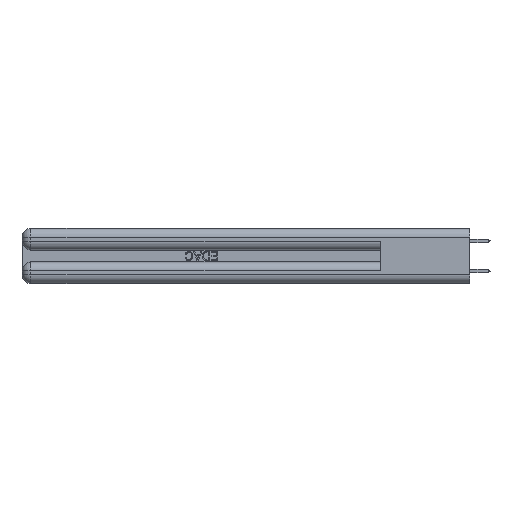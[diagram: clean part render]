
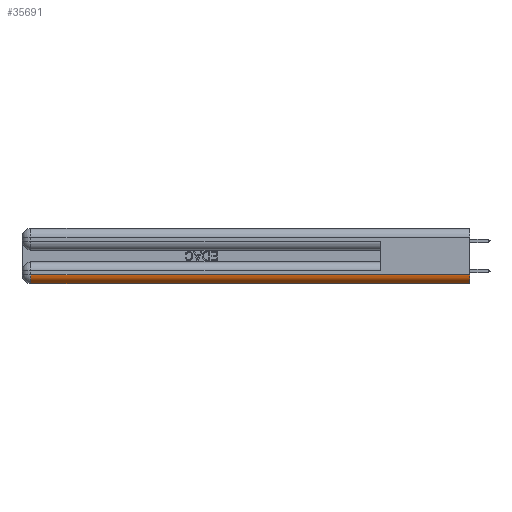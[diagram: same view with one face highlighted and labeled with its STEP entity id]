
A CAD part, left-side view. The second image highlights one B-rep face of the part: STEP entity #35691.
In plain terms, the highlighted cylindrical face has radius 1.524 mm (diameter 3.048 mm), a partial arc.
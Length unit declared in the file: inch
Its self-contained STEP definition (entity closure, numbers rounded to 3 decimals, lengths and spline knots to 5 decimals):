
#27 = CARTESIAN_POINT ( 'NONE',  ( 0., 0., 0.06 ) ) ;
#2949 = DIRECTION ( 'NONE',  ( 0., 0., 1. ) ) ;
#3214 = DIRECTION ( 'NONE',  ( 0., -1., 0. ) ) ;
#3748 = ORIENTED_EDGE ( 'NONE', *, *, #33616, .F. ) ;
#4154 = ORIENTED_EDGE ( 'NONE', *, *, #7633, .F. ) ;
#5186 = CARTESIAN_POINT ( 'NONE',  ( 0.06, 0., 0. ) ) ;
#5670 = VERTEX_POINT ( 'NONE', #27 ) ;
#6689 = CARTESIAN_POINT ( 'NONE',  ( 0.06, 2.94, 0.06 ) ) ;
#7187 = ORIENTED_EDGE ( 'NONE', *, *, #16942, .F. ) ;
#7633 = EDGE_CURVE ( 'NONE', #30198, #5670, #20016, .T. ) ;
#10675 = DIRECTION ( 'NONE',  ( 0., 0., 1. ) ) ;
#12319 = CARTESIAN_POINT ( 'NONE',  ( 0.06, 0., 0.06 ) ) ;
#13407 = CIRCLE ( 'NONE', #50011, 0.06 ) ;
#16311 = DIRECTION ( 'NONE',  ( 0., 0., 1. ) ) ;
#16942 = EDGE_CURVE ( 'NONE', #26003, #28582, #43321, .T. ) ;
#18292 = DIRECTION ( 'NONE',  ( 0., 1., 0. ) ) ;
#20016 = LINE ( 'NONE', #27130, #50211 ) ;
#21938 = AXIS2_PLACEMENT_3D ( 'NONE', #6689, #34390, #10675 ) ;
#25872 = EDGE_CURVE ( 'NONE', #5670, #26003, #13407, .T. ) ;
#26003 = VERTEX_POINT ( 'NONE', #5186 ) ;
#26017 = CARTESIAN_POINT ( 'NONE',  ( 0., 2.94, 0.06 ) ) ;
#27130 = CARTESIAN_POINT ( 'NONE',  ( 0., 0., 0.06 ) ) ;
#28346 = CYLINDRICAL_SURFACE ( 'NONE', #39842, 0.06 ) ;
#28582 = VERTEX_POINT ( 'NONE', #39614 ) ;
#30198 = VERTEX_POINT ( 'NONE', #26017 ) ;
#32859 = VECTOR ( 'NONE', #18292, 39.37008 ) ;
#33616 = EDGE_CURVE ( 'NONE', #28582, #30198, #43932, .T. ) ;
#34390 = DIRECTION ( 'NONE',  ( 0., 1., 0. ) ) ;
#34655 = DIRECTION ( 'NONE',  ( 0., 1., 0. ) ) ;
#35691 = ADVANCED_FACE ( 'NONE', ( #41294 ), #28346, .T. ) ;
#38582 = CARTESIAN_POINT ( 'NONE',  ( 0.06, 0., 0.06 ) ) ;
#39614 = CARTESIAN_POINT ( 'NONE',  ( 0.06, 2.94, 0. ) ) ;
#39842 = AXIS2_PLACEMENT_3D ( 'NONE', #38582, #34655, #2949 ) ;
#39969 = DIRECTION ( 'NONE',  ( 0., -1., 0. ) ) ;
#41294 = FACE_OUTER_BOUND ( 'NONE', #42218, .T. ) ;
#42218 = EDGE_LOOP ( 'NONE', ( #48152, #4154, #3748, #7187 ) ) ;
#43321 = LINE ( 'NONE', #45723, #32859 ) ;
#43932 = CIRCLE ( 'NONE', #21938, 0.06 ) ;
#45723 = CARTESIAN_POINT ( 'NONE',  ( 0.06, 3., 0. ) ) ;
#48152 = ORIENTED_EDGE ( 'NONE', *, *, #25872, .F. ) ;
#50011 = AXIS2_PLACEMENT_3D ( 'NONE', #12319, #39969, #16311 ) ;
#50211 = VECTOR ( 'NONE', #3214, 39.37008 ) ;
